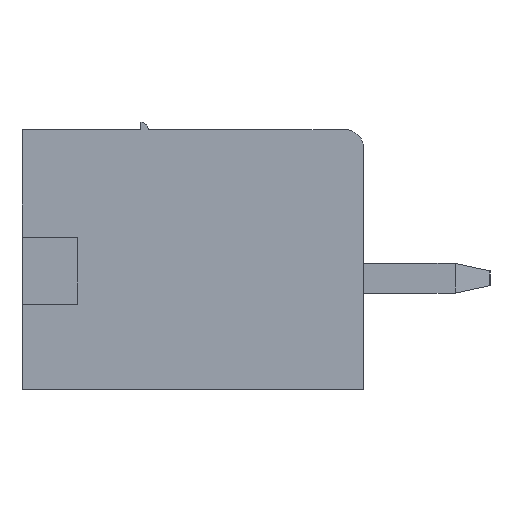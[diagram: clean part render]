
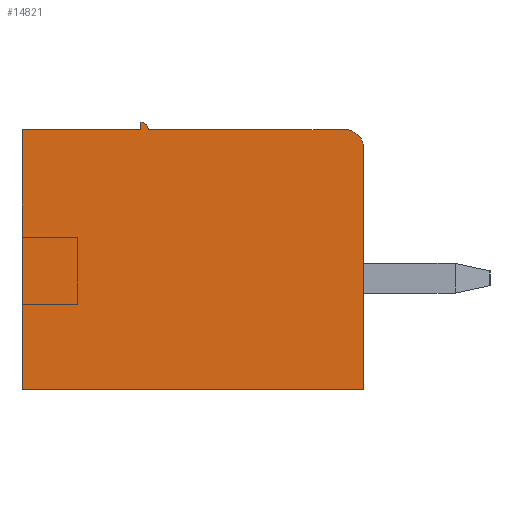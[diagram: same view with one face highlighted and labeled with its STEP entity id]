
A CAD part, left-side view. The second image highlights one B-rep face of the part: STEP entity #14821.
In plain terms, the highlighted planar face has unit normal (-1, 0, 0).
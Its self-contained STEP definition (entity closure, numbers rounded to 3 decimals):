
#430 = CARTESIAN_POINT ( 'NONE',  ( 0., 0.5, 6.5 ) ) ;
#648 = VECTOR ( 'NONE', #4695, 1000. ) ;
#1479 = LINE ( 'NONE', #3830, #27610 ) ;
#1515 = VERTEX_POINT ( 'NONE', #23954 ) ;
#1697 = EDGE_CURVE ( 'NONE', #1515, #29724, #36031, .T. ) ;
#2330 = EDGE_LOOP ( 'NONE', ( #32046, #33637, #31715, #27581, #29361, #3190, #3827, #3718 ) ) ;
#3140 = EDGE_CURVE ( 'NONE', #29724, #3918, #14055, .T. ) ;
#3190 = ORIENTED_EDGE ( 'NONE', *, *, #21771, .F. ) ;
#3718 = ORIENTED_EDGE ( 'NONE', *, *, #17205, .T. ) ;
#3827 = ORIENTED_EDGE ( 'NONE', *, *, #17953, .F. ) ;
#3830 = CARTESIAN_POINT ( 'NONE',  ( 0., 9.2, 7. ) ) ;
#3918 = VERTEX_POINT ( 'NONE', #27048 ) ;
#3921 = EDGE_CURVE ( 'NONE', #14244, #31911, #18987, .T. ) ;
#4492 = PLANE ( 'NONE',  #20457 ) ;
#4695 = DIRECTION ( 'NONE',  ( 0., 0., 1. ) ) ;
#5246 = EDGE_CURVE ( 'NONE', #1515, #34827, #1479, .T. ) ;
#5523 = CARTESIAN_POINT ( 'NONE',  ( 0., 0.5, 7. ) ) ;
#8571 = DIRECTION ( 'NONE',  ( 0., -1., 0. ) ) ;
#9172 = VERTEX_POINT ( 'NONE', #11163 ) ;
#9267 = VECTOR ( 'NONE', #8571, 1000. ) ;
#10595 = EDGE_CURVE ( 'NONE', #31911, #34827, #19399, .T. ) ;
#11163 = CARTESIAN_POINT ( 'NONE',  ( 0., 9.2, 7. ) ) ;
#11474 = DIRECTION ( 'NONE',  ( 0., 0., 1. ) ) ;
#13184 = AXIS2_PLACEMENT_3D ( 'NONE', #17881, #31771, #11474 ) ;
#13500 = CARTESIAN_POINT ( 'NONE',  ( 0., 6., 7. ) ) ;
#14055 = LINE ( 'NONE', #13500, #23015 ) ;
#14244 = VERTEX_POINT ( 'NONE', #15881 ) ;
#14359 = LINE ( 'NONE', #25396, #30932 ) ;
#14821 = ADVANCED_FACE ( 'NONE', ( #21861 ), #4492, .F. ) ;
#14887 = VERTEX_POINT ( 'NONE', #34951 ) ;
#15881 = CARTESIAN_POINT ( 'NONE',  ( 0., 0., 0. ) ) ;
#15882 = AXIS2_PLACEMENT_3D ( 'NONE', #430, #31376, #28660 ) ;
#16611 = LINE ( 'NONE', #19364, #27312 ) ;
#17205 = EDGE_CURVE ( 'NONE', #14887, #14244, #19885, .T. ) ;
#17881 = CARTESIAN_POINT ( 'NONE',  ( 0., 6., 7. ) ) ;
#17953 = EDGE_CURVE ( 'NONE', #14887, #9172, #14359, .T. ) ;
#18602 = CARTESIAN_POINT ( 'NONE',  ( 0., 9.2, 7. ) ) ;
#18759 = DIRECTION ( 'NONE',  ( 1., 0., 0. ) ) ;
#18987 = LINE ( 'NONE', #30197, #648 ) ;
#19364 = CARTESIAN_POINT ( 'NONE',  ( 0., 9.2, 7. ) ) ;
#19399 = CIRCLE ( 'NONE', #15882, 0.5 ) ;
#19885 = LINE ( 'NONE', #33713, #9267 ) ;
#20457 = AXIS2_PLACEMENT_3D ( 'NONE', #18602, #18759, #29959 ) ;
#21771 = EDGE_CURVE ( 'NONE', #9172, #3918, #16611, .T. ) ;
#21861 = FACE_OUTER_BOUND ( 'NONE', #2330, .T. ) ;
#22826 = DIRECTION ( 'NONE',  ( 0., 0., 1. ) ) ;
#23015 = VECTOR ( 'NONE', #30586, 1000. ) ;
#23954 = CARTESIAN_POINT ( 'NONE',  ( 0., 5.8, 7. ) ) ;
#25396 = CARTESIAN_POINT ( 'NONE',  ( 0., 9.2, 7. ) ) ;
#27048 = CARTESIAN_POINT ( 'NONE',  ( 0., 6., 7. ) ) ;
#27312 = VECTOR ( 'NONE', #36295, 1000. ) ;
#27581 = ORIENTED_EDGE ( 'NONE', *, *, #1697, .T. ) ;
#27610 = VECTOR ( 'NONE', #34518, 1000. ) ;
#28660 = DIRECTION ( 'NONE',  ( 0., 0., -1. ) ) ;
#29361 = ORIENTED_EDGE ( 'NONE', *, *, #3140, .T. ) ;
#29724 = VERTEX_POINT ( 'NONE', #34576 ) ;
#29959 = DIRECTION ( 'NONE',  ( 0., 0., -1. ) ) ;
#30197 = CARTESIAN_POINT ( 'NONE',  ( 0., 0., 7. ) ) ;
#30586 = DIRECTION ( 'NONE',  ( 0., 0., -1. ) ) ;
#30932 = VECTOR ( 'NONE', #22826, 1000. ) ;
#31376 = DIRECTION ( 'NONE',  ( -1., 0., 0. ) ) ;
#31715 = ORIENTED_EDGE ( 'NONE', *, *, #5246, .F. ) ;
#31771 = DIRECTION ( 'NONE',  ( -1., 0., 0. ) ) ;
#31911 = VERTEX_POINT ( 'NONE', #35009 ) ;
#32046 = ORIENTED_EDGE ( 'NONE', *, *, #3921, .T. ) ;
#33637 = ORIENTED_EDGE ( 'NONE', *, *, #10595, .T. ) ;
#33713 = CARTESIAN_POINT ( 'NONE',  ( 0., 9.2, 0. ) ) ;
#34518 = DIRECTION ( 'NONE',  ( 0., -1., 0. ) ) ;
#34576 = CARTESIAN_POINT ( 'NONE',  ( 0., 6., 7.2 ) ) ;
#34827 = VERTEX_POINT ( 'NONE', #5523 ) ;
#34951 = CARTESIAN_POINT ( 'NONE',  ( 0., 9.2, 0. ) ) ;
#35009 = CARTESIAN_POINT ( 'NONE',  ( 0., 0., 6.5 ) ) ;
#36031 = CIRCLE ( 'NONE', #13184, 0.2 ) ;
#36295 = DIRECTION ( 'NONE',  ( 0., -1., 0. ) ) ;
